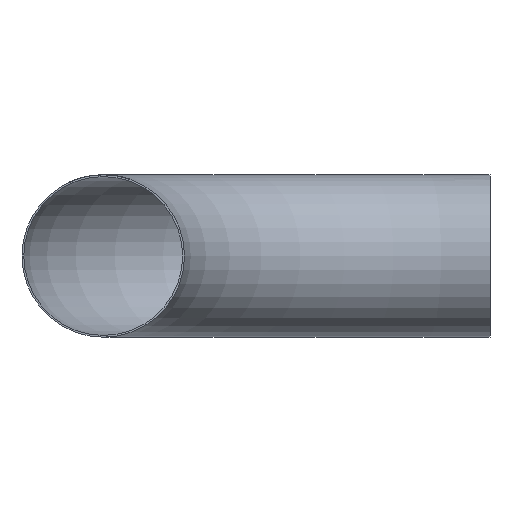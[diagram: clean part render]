
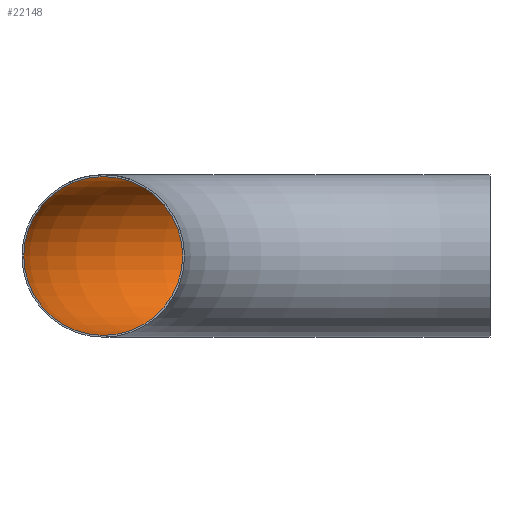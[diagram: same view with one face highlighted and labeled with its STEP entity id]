
A CAD part, front view. The second image highlights one B-rep face of the part: STEP entity #22148.
In plain terms, the highlighted toroidal (fillet/blend) face has major radius 650 mm and minor radius 133.5 mm.
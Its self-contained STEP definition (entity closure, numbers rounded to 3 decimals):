
#1170 = CARTESIAN_POINT ( 'NONE',  ( 0., 783.5, 0. ) ) ;
#1567 = FACE_OUTER_BOUND ( 'NONE', #32299, .T. ) ;
#3807 = CARTESIAN_POINT ( 'NONE',  ( -650., 0., 133.5 ) ) ;
#4100 = DIRECTION ( 'NONE',  ( 0., 0., 1. ) ) ;
#5287 = DIRECTION ( 'NONE',  ( 0., 1., 0. ) ) ;
#6902 = CARTESIAN_POINT ( 'NONE',  ( -650., 0., 0. ) ) ;
#8180 = AXIS2_PLACEMENT_3D ( 'NONE', #24210, #11474, #19078 ) ;
#11474 = DIRECTION ( 'NONE',  ( 0., 0., -1. ) ) ;
#12367 = AXIS2_PLACEMENT_3D ( 'NONE', #6902, #16978, #4100 ) ;
#14865 = CARTESIAN_POINT ( 'NONE',  ( 0., 650., 0. ) ) ;
#15195 = DIRECTION ( 'NONE',  ( 1., 0., 0. ) ) ;
#16690 = AXIS2_PLACEMENT_3D ( 'NONE', #14865, #15195, #5287 ) ;
#16978 = DIRECTION ( 'NONE',  ( 0., 1., 0. ) ) ;
#19078 = DIRECTION ( 'NONE',  ( -1., 0., 0. ) ) ;
#19962 = EDGE_CURVE ( 'NONE', #31094, #31094, #31398, .T. ) ;
#22148 = ADVANCED_FACE ( 'NONE', ( #28846, #1567 ), #27718, .F. ) ;
#22535 = EDGE_LOOP ( 'NONE', ( #28755 ) ) ;
#24210 = CARTESIAN_POINT ( 'NONE',  ( 0., 0., 0. ) ) ;
#26594 = EDGE_CURVE ( 'NONE', #28933, #28933, #27781, .T. ) ;
#27718 = TOROIDAL_SURFACE ( 'NONE', #8180, 650., 133.5 ) ;
#27781 = CIRCLE ( 'NONE', #16690, 133.5 ) ;
#28755 = ORIENTED_EDGE ( 'NONE', *, *, #26594, .T. ) ;
#28846 = FACE_OUTER_BOUND ( 'NONE', #22535, .T. ) ;
#28933 = VERTEX_POINT ( 'NONE', #1170 ) ;
#29523 = ORIENTED_EDGE ( 'NONE', *, *, #19962, .F. ) ;
#31094 = VERTEX_POINT ( 'NONE', #3807 ) ;
#31398 = CIRCLE ( 'NONE', #12367, 133.5 ) ;
#32299 = EDGE_LOOP ( 'NONE', ( #29523 ) ) ;
